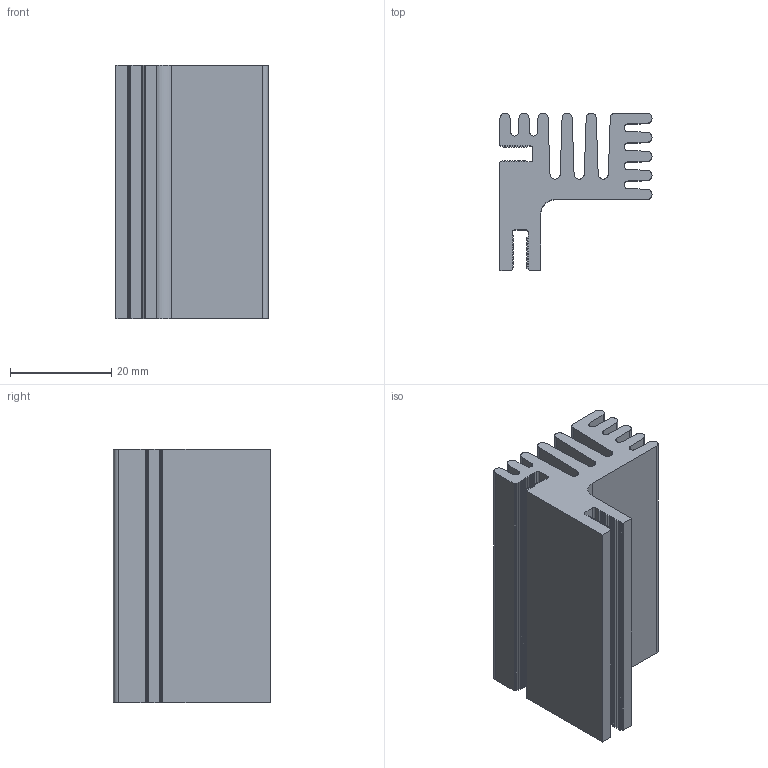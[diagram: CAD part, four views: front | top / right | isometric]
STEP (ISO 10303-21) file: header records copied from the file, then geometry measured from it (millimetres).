
FILE_DESCRIPTION(/* description */ ('','CAx-IF Rec.Pracs.---Representation and Presentation of Product Manufacturing Information (PMI)---4.0---2014-10-13'),/* implementation_level */ '2;1');
FILE_NAME(/* name */ 'sk_609_50_sk.stp',/* time_stamp */ '2024-10-20T23:07:29-03:00',/* author */ ('alan.wilson'),/* organization */ (''),/* preprocessor_version */ 'ST-DEVELOPER v20',/* originating_system */ 'Autodesk Inventor 2024',/* authorisation */ '');
FILE_SCHEMA (('AP242_MANAGED_MODEL_BASED_3D_ENGINEERING_MIM_LF { 1 0 10303 442 1 1 4 }'));
Length unit declared in the file: millimetre
Products named in the file (1): 001047199
Bounding box: 30 x 31 x 50 mm (x, y, z)
Volume: 21884.1 mm3; surface area: 15068.9 mm2
Topology: 1 solids, 1 shells, 246 faces, 732 edges, 488 vertices
Faces by surface type: plane 133, cylinder 113
Entity records: 8688 total; most frequent: CARTESIAN_POINT 1484, DIRECTION 1478, ORIENTED_EDGE 1464, EDGE_CURVE 732, LINE 506, VECTOR 506, VERTEX_POINT 488, AXIS2_PLACEMENT_3D 486
